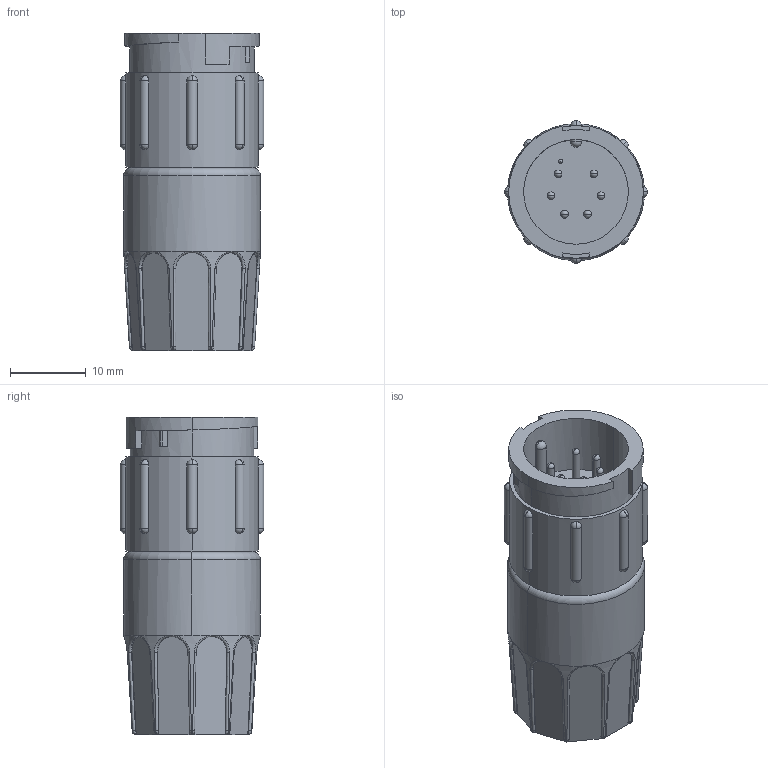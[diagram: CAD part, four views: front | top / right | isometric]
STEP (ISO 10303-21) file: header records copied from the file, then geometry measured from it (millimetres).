
FILE_DESCRIPTION (( 'STEP AP203' ), '1' );
FILE_NAME ('5282-6PG-3XX.STEP', '2018-01-11T15:25:22', ( '' ), ( '' ), 'SwSTEP 2.0', 'SolidWorks 2017', '' );
FILE_SCHEMA (( 'CONFIG_CONTROL_DESIGN' ));
Length unit declared in the file: millimetre
Products named in the file (1): 5282-6PG-3XX
Bounding box: 18.92 x 18.92 x 41.91 mm (x, y, z)
Volume: 7909.4 mm3; surface area: 3829.4 mm2
Topology: 1 solids, 1 shells, 241 faces, 692 edges, 427 vertices
Faces by surface type: cylinder 58, bspline 58, plane 53, sphere 46, torus 15, cone 11
Entity records: 9924 total; most frequent: CARTESIAN_POINT 4592, ORIENTED_EDGE 1198, DIRECTION 967, EDGE_CURVE 599, AXIS2_PLACEMENT_3D 413, VERTEX_POINT 380, EDGE_LOOP 261, FACE_OUTER_BOUND 241
